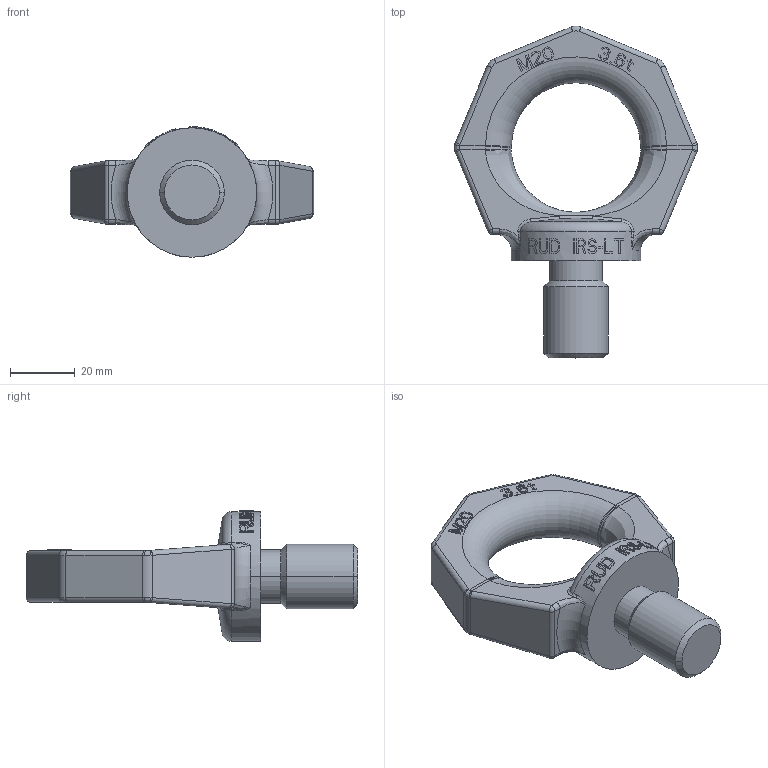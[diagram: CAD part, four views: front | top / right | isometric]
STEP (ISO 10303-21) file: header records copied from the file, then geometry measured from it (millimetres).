
FILE_DESCRIPTION((''),'2;1');
FILE_NAME('001-M35563-P-03_ASM','2018-04-06T',('Roland.Jakubetz'),(''),'PRO/ENGINEER BY PARAMETRIC TECHNOLOGY CORPORATION, 2011490','PRO/ENGINEER BY PARAMETRIC TECHNOLOGY CORPORATION, 2011490','');
FILE_SCHEMA(('CONFIG_CONTROL_DESIGN'));
Length unit declared in the file: millimetre
Products named in the file (3): 001-M35563-P-03; 001-M31076-Y06; 001-M35563-P-03_ASM
Assembly tree (2 placements, depth 2):
  001-M35563-P-03_ASM
    001-M35563-P-03
    001-M31076-Y06
Bounding box: 75.09 x 102.54 x 40.3 mm (x, y, z)
Volume: 60791.5 mm3; surface area: 14485.9 mm2
Topology: 2 solids, 2 shells, 549 faces, 1495 edges, 968 vertices
Faces by surface type: plane 432, cylinder 48, bspline 44, torus 15, cone 6, sphere 4
Entity records: 19601 total; most frequent: CARTESIAN_POINT 6273, ORIENTED_EDGE 2990, DIRECTION 2409, EDGE_CURVE 1495, VECTOR 989, LINE 989, VERTEX_POINT 968, AXIS2_PLACEMENT_3D 710
